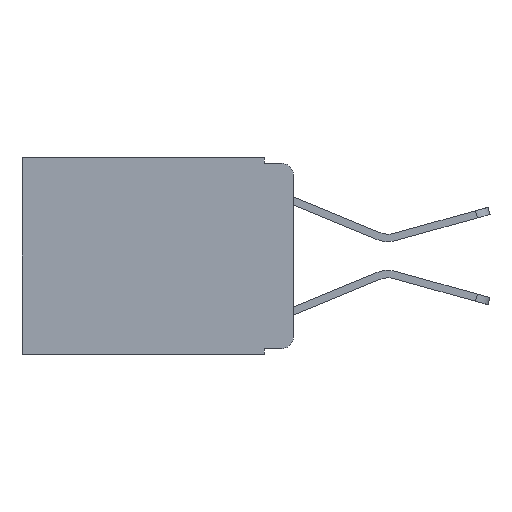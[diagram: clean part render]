
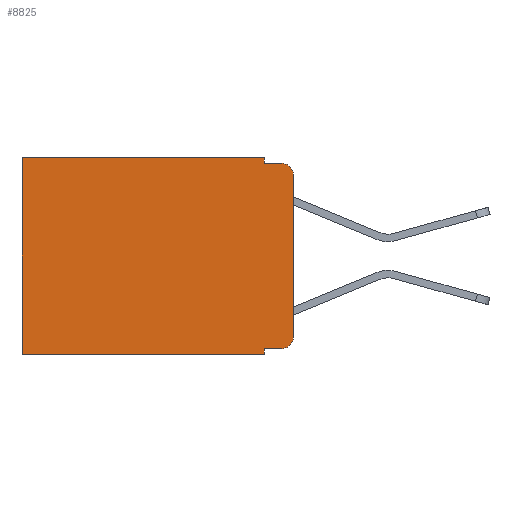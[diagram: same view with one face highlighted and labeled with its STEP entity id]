
A CAD part, left-side view. The second image highlights one B-rep face of the part: STEP entity #8825.
In plain terms, the highlighted planar face has unit normal (-1, 0, 0).
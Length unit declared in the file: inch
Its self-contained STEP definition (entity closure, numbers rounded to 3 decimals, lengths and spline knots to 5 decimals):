
#174 = DIRECTION ( 'NONE',  ( -1., 0., 0. ) ) ;
#221 = PLANE ( 'NONE',  #3445 ) ;
#229 = LINE ( 'NONE', #1500, #1054 ) ;
#395 = VERTEX_POINT ( 'NONE', #6516 ) ;
#819 = AXIS2_PLACEMENT_3D ( 'NONE', #4984, #3521, #6512 ) ;
#1054 = VECTOR ( 'NONE', #16919, 39.37008 ) ;
#1254 = DIRECTION ( 'NONE',  ( 0., 0., -1. ) ) ;
#1269 = EDGE_CURVE ( 'NONE', #395, #17685, #16344, .T. ) ;
#1288 = ORIENTED_EDGE ( 'NONE', *, *, #10130, .F. ) ;
#1418 = DIRECTION ( 'NONE',  ( 0., 0., -1. ) ) ;
#1500 = CARTESIAN_POINT ( 'NONE',  ( 0.298, 0., -0.343 ) ) ;
#1928 = EDGE_CURVE ( 'NONE', #6926, #9342, #5021, .T. ) ;
#2327 = EDGE_CURVE ( 'NONE', #8738, #14663, #2350, .T. ) ;
#2350 = LINE ( 'NONE', #2625, #9719 ) ;
#2476 = EDGE_CURVE ( 'NONE', #7954, #15125, #11200, .T. ) ;
#2625 = CARTESIAN_POINT ( 'NONE',  ( 0.298, 0.051, 0. ) ) ;
#2878 = CARTESIAN_POINT ( 'NONE',  ( 0.298, 0., 0. ) ) ;
#2920 = CARTESIAN_POINT ( 'NONE',  ( 0.298, 0.051, -0.333 ) ) ;
#3445 = AXIS2_PLACEMENT_3D ( 'NONE', #2878, #7131, #1418 ) ;
#3470 = ORIENTED_EDGE ( 'NONE', *, *, #5659, .F. ) ;
#3521 = DIRECTION ( 'NONE',  ( -1., 0., 0. ) ) ;
#3559 = AXIS2_PLACEMENT_3D ( 'NONE', #11399, #174, #11918 ) ;
#4157 = CARTESIAN_POINT ( 'NONE',  ( 0.298, 0.051, -0.333 ) ) ;
#4194 = ORIENTED_EDGE ( 'NONE', *, *, #1269, .T. ) ;
#4984 = CARTESIAN_POINT ( 'NONE',  ( 0.298, 0.02, -0.313 ) ) ;
#5021 = CIRCLE ( 'NONE', #3559, 0.02 ) ;
#5036 = LINE ( 'NONE', #14989, #10653 ) ;
#5138 = CARTESIAN_POINT ( 'NONE',  ( 0.298, 0.051, 0. ) ) ;
#5330 = ORIENTED_EDGE ( 'NONE', *, *, #16874, .T. ) ;
#5443 = EDGE_CURVE ( 'NONE', #14663, #9342, #5797, .T. ) ;
#5659 = EDGE_CURVE ( 'NONE', #7954, #13767, #10532, .T. ) ;
#5797 = LINE ( 'NONE', #16752, #6569 ) ;
#6512 = DIRECTION ( 'NONE',  ( 0., 0., -1. ) ) ;
#6516 = CARTESIAN_POINT ( 'NONE',  ( 0.298, 0.473, 0. ) ) ;
#6569 = VECTOR ( 'NONE', #11286, 39.37008 ) ;
#6926 = VERTEX_POINT ( 'NONE', #13472 ) ;
#6934 = CARTESIAN_POINT ( 'NONE',  ( 0.298, 0.02, -0.01 ) ) ;
#6997 = LINE ( 'NONE', #8002, #9840 ) ;
#7131 = DIRECTION ( 'NONE',  ( 1., 0., 0. ) ) ;
#7764 = EDGE_CURVE ( 'NONE', #6926, #14666, #6997, .T. ) ;
#7954 = VERTEX_POINT ( 'NONE', #2920 ) ;
#8002 = CARTESIAN_POINT ( 'NONE',  ( 0.298, 0., 0. ) ) ;
#8126 = EDGE_CURVE ( 'NONE', #15125, #14666, #16840, .T. ) ;
#8147 = ORIENTED_EDGE ( 'NONE', *, *, #7764, .F. ) ;
#8721 = EDGE_LOOP ( 'NONE', ( #8147, #12625, #16885, #13817, #5330, #4194, #1288, #3470, #12301, #14278 ) ) ;
#8738 = VERTEX_POINT ( 'NONE', #5138 ) ;
#8825 = ADVANCED_FACE ( 'NONE', ( #11354 ), #221, .F. ) ;
#8949 = CARTESIAN_POINT ( 'NONE',  ( 0.298, 0.051, -0.01 ) ) ;
#9342 = VERTEX_POINT ( 'NONE', #6934 ) ;
#9475 = CARTESIAN_POINT ( 'NONE',  ( 0.298, 0.473, -0.343 ) ) ;
#9719 = VECTOR ( 'NONE', #1254, 39.37008 ) ;
#9840 = VECTOR ( 'NONE', #10850, 39.37008 ) ;
#10130 = EDGE_CURVE ( 'NONE', #13767, #17685, #229, .T. ) ;
#10532 = LINE ( 'NONE', #11993, #12723 ) ;
#10653 = VECTOR ( 'NONE', #16444, 39.37008 ) ;
#10850 = DIRECTION ( 'NONE',  ( 0., 0., -1. ) ) ;
#11128 = CARTESIAN_POINT ( 'NONE',  ( 0.298, 0.051, -0.343 ) ) ;
#11200 = LINE ( 'NONE', #4157, #14665 ) ;
#11286 = DIRECTION ( 'NONE',  ( 0., -1., 0. ) ) ;
#11354 = FACE_OUTER_BOUND ( 'NONE', #8721, .T. ) ;
#11399 = CARTESIAN_POINT ( 'NONE',  ( 0.298, 0.02, -0.03 ) ) ;
#11918 = DIRECTION ( 'NONE',  ( 0., 0., -1. ) ) ;
#11977 = CARTESIAN_POINT ( 'NONE',  ( 0.298, 0.473, 0. ) ) ;
#11993 = CARTESIAN_POINT ( 'NONE',  ( 0.298, 0.051, 0. ) ) ;
#12301 = ORIENTED_EDGE ( 'NONE', *, *, #2476, .T. ) ;
#12625 = ORIENTED_EDGE ( 'NONE', *, *, #1928, .T. ) ;
#12723 = VECTOR ( 'NONE', #17556, 39.37008 ) ;
#13463 = CARTESIAN_POINT ( 'NONE',  ( 0.298, 0.02, -0.333 ) ) ;
#13472 = CARTESIAN_POINT ( 'NONE',  ( 0.298, 0., -0.03 ) ) ;
#13767 = VERTEX_POINT ( 'NONE', #11128 ) ;
#13817 = ORIENTED_EDGE ( 'NONE', *, *, #2327, .F. ) ;
#13948 = DIRECTION ( 'NONE',  ( 0., -1., 0. ) ) ;
#14072 = VECTOR ( 'NONE', #14627, 39.37008 ) ;
#14278 = ORIENTED_EDGE ( 'NONE', *, *, #8126, .T. ) ;
#14627 = DIRECTION ( 'NONE',  ( 0., 0., -1. ) ) ;
#14663 = VERTEX_POINT ( 'NONE', #8949 ) ;
#14665 = VECTOR ( 'NONE', #13948, 39.37008 ) ;
#14666 = VERTEX_POINT ( 'NONE', #17249 ) ;
#14989 = CARTESIAN_POINT ( 'NONE',  ( 0.298, 0., 0. ) ) ;
#15125 = VERTEX_POINT ( 'NONE', #13463 ) ;
#16344 = LINE ( 'NONE', #11977, #14072 ) ;
#16444 = DIRECTION ( 'NONE',  ( 0., 1., 0. ) ) ;
#16752 = CARTESIAN_POINT ( 'NONE',  ( 0.298, 0.051, -0.01 ) ) ;
#16840 = CIRCLE ( 'NONE', #819, 0.02 ) ;
#16874 = EDGE_CURVE ( 'NONE', #8738, #395, #5036, .T. ) ;
#16885 = ORIENTED_EDGE ( 'NONE', *, *, #5443, .F. ) ;
#16919 = DIRECTION ( 'NONE',  ( 0., 1., 0. ) ) ;
#17249 = CARTESIAN_POINT ( 'NONE',  ( 0.298, 0., -0.313 ) ) ;
#17556 = DIRECTION ( 'NONE',  ( 0., 0., -1. ) ) ;
#17685 = VERTEX_POINT ( 'NONE', #9475 ) ;
